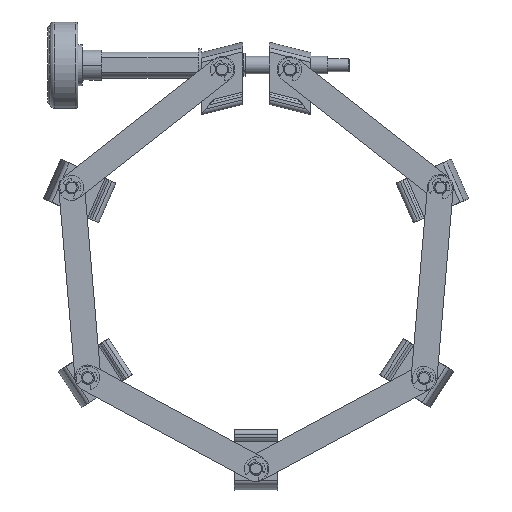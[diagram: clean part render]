
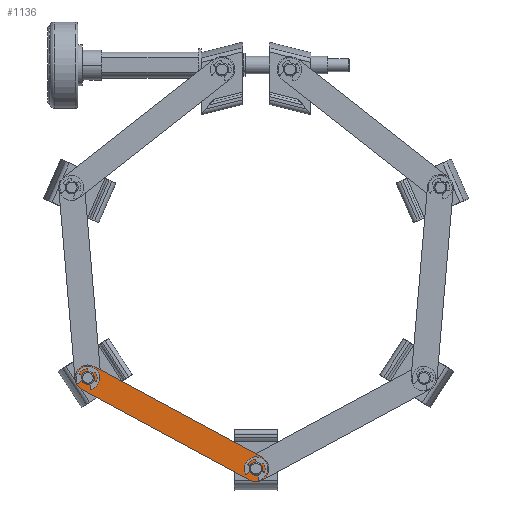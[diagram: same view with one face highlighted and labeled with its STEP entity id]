
A CAD part, left-side view. The second image highlights one B-rep face of the part: STEP entity #1136.
In plain terms, the highlighted planar face has unit normal (-1, 0, 0).
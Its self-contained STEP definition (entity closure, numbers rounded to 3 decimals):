
#1136=ADVANCED_FACE('',(#2615,#2616,#2617),#2614,.T.);
#2614=PLANE('',#5691);
#2615=FACE_OUTER_BOUND('',#5692,.T.);
#2616=FACE_BOUND('',#5693,.T.);
#2617=FACE_BOUND('',#5694,.T.);
#5688=CARTESIAN_POINT('',(-48.,85.407,-128.195));
#5689=DIRECTION('',(-1.,0.,0.));
#5690=DIRECTION('',(0.,0.475,-0.88));
#5691=AXIS2_PLACEMENT_3D('',#5688,#5689,#5690);
#5692=EDGE_LOOP('',(#7743,#7744,#7745,#7746));
#5693=EDGE_LOOP('',(#7747,#7748));
#5694=EDGE_LOOP('',(#7749,#7750));
#7743=ORIENTED_EDGE('',*,*,#9106,.T.);
#7744=ORIENTED_EDGE('',*,*,#9107,.T.);
#7745=ORIENTED_EDGE('',*,*,#9108,.T.);
#7746=ORIENTED_EDGE('',*,*,#9109,.T.);
#7747=ORIENTED_EDGE('',*,*,#9110,.F.);
#7748=ORIENTED_EDGE('',*,*,#9111,.F.);
#7749=ORIENTED_EDGE('',*,*,#9112,.F.);
#7750=ORIENTED_EDGE('',*,*,#9113,.F.);
#9106=EDGE_CURVE('',#11994,#11995,#11996,.T.);
#9107=EDGE_CURVE('',#11995,#12002,#12003,.T.);
#9108=EDGE_CURVE('',#12002,#12009,#12010,.T.);
#9109=EDGE_CURVE('',#12009,#11994,#12016,.T.);
#9110=EDGE_CURVE('',#12022,#12023,#12024,.T.);
#9111=EDGE_CURVE('',#12023,#12022,#12030,.T.);
#9112=EDGE_CURVE('',#12036,#12037,#12038,.T.);
#9113=EDGE_CURVE('',#12037,#12036,#12044,.T.);
#11994=VERTEX_POINT('',#16950);
#11995=VERTEX_POINT('',#16951);
#11996=CIRCLE('',#16955,6.);
#12002=VERTEX_POINT('',#16956);
#12003=LINE('',#16957,#16958);
#12009=VERTEX_POINT('',#16960);
#12010=CIRCLE('',#16964,6.);
#12016=LINE('',#16965,#16966);
#12022=VERTEX_POINT('',#16968);
#12023=VERTEX_POINT('',#16969);
#12024=CIRCLE('',#16973,3.);
#12030=CIRCLE('',#16977,3.);
#12036=VERTEX_POINT('',#16978);
#12037=VERTEX_POINT('',#16979);
#12038=CIRCLE('',#16983,3.);
#12044=CIRCLE('',#16987,3.);
#16950=CARTESIAN_POINT('',(-48.,71.9,-136.856));
#16951=CARTESIAN_POINT('',(-48.,77.604,-147.414));
#16952=CARTESIAN_POINT('',(-48.,74.752,-142.135));
#16953=DIRECTION('',(-1.,0.,0.));
#16954=DIRECTION('',(0.,-0.475,0.88));
#16955=AXIS2_PLACEMENT_3D('',#16952,#16953,#16954);
#16956=CARTESIAN_POINT('',(-48.,-0.436,-189.575));
#16957=CARTESIAN_POINT('',(-48.,77.604,-147.414));
#16958=VECTOR('',#16959,88.7);
#16959=DIRECTION('',(0.,-0.88,-0.475));
#16960=CARTESIAN_POINT('',(-48.,-6.14,-179.017));
#16961=CARTESIAN_POINT('',(-48.,-3.288,-184.296));
#16962=DIRECTION('',(-1.,0.,0.));
#16963=DIRECTION('',(0.,-0.475,0.88));
#16964=AXIS2_PLACEMENT_3D('',#16961,#16962,#16963);
#16965=CARTESIAN_POINT('',(-48.,-6.14,-179.017));
#16966=VECTOR('',#16967,88.7);
#16967=DIRECTION('',(0.,0.88,0.475));
#16968=CARTESIAN_POINT('',(-48.,73.326,-139.496));
#16969=CARTESIAN_POINT('',(-48.,76.178,-144.775));
#16970=CARTESIAN_POINT('',(-48.,74.752,-142.135));
#16971=DIRECTION('',(-1.,0.,0.));
#16972=DIRECTION('',(0.,0.475,-0.88));
#16973=AXIS2_PLACEMENT_3D('',#16970,#16971,#16972);
#16974=CARTESIAN_POINT('',(-48.,74.752,-142.135));
#16975=DIRECTION('',(-1.,0.,0.));
#16976=DIRECTION('',(0.,0.475,-0.88));
#16977=AXIS2_PLACEMENT_3D('',#16974,#16975,#16976);
#16978=CARTESIAN_POINT('',(-48.,-4.714,-181.656));
#16979=CARTESIAN_POINT('',(-48.,-1.862,-186.935));
#16980=CARTESIAN_POINT('',(-48.,-3.288,-184.296));
#16981=DIRECTION('',(-1.,0.,0.));
#16982=DIRECTION('',(0.,0.475,-0.88));
#16983=AXIS2_PLACEMENT_3D('',#16980,#16981,#16982);
#16984=CARTESIAN_POINT('',(-48.,-3.288,-184.296));
#16985=DIRECTION('',(-1.,0.,0.));
#16986=DIRECTION('',(0.,0.475,-0.88));
#16987=AXIS2_PLACEMENT_3D('',#16984,#16985,#16986);
